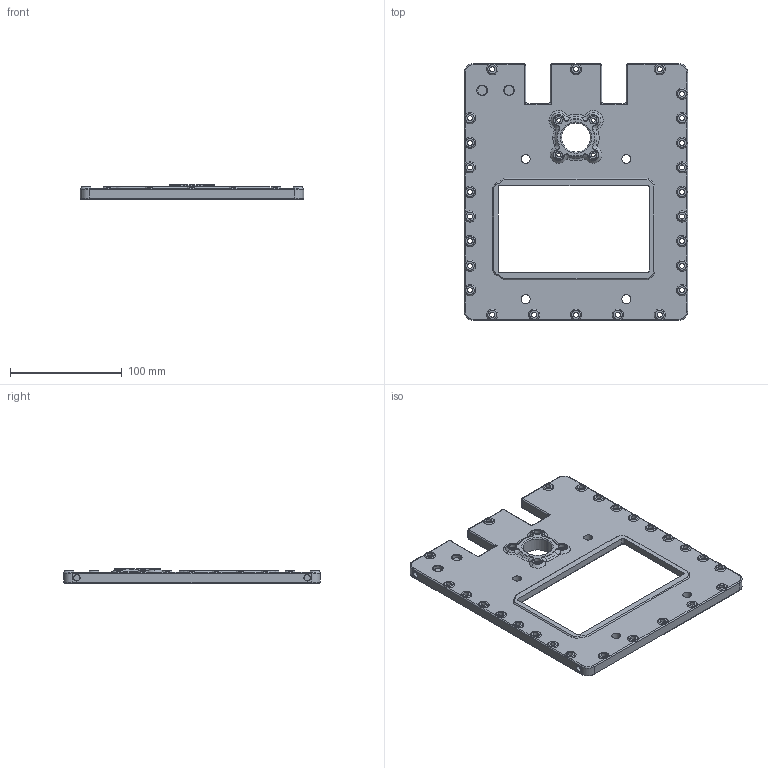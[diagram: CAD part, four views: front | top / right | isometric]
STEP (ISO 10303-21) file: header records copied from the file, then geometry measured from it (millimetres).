
FILE_DESCRIPTION (( 'STEP AP214' ), '1' );
FILE_NAME ('Top_plate.STEP', '2024-08-29T20:14:20', ( '' ), ( '' ), 'SwSTEP 2.0', 'SolidWorks 2024', '' );
FILE_SCHEMA (( 'AUTOMOTIVE_DESIGN' ));
Length unit declared in the file: millimetre
Products named in the file (1): Top_plate
Bounding box: 200 x 230 x 13 mm (x, y, z)
Volume: 322537.2 mm3; surface area: 85329 mm2
Topology: 1 solids, 1 shells, 435 faces, 1081 edges, 648 vertices
Faces by surface type: cylinder 184, cone 79, plane 72, bspline 59, torus 41
Entity records: 19826 total; most frequent: CARTESIAN_POINT 9790, ORIENTED_EDGE 2138, DIRECTION 2065, EDGE_CURVE 1069, AXIS2_PLACEMENT_3D 873, VERTEX_POINT 648, EDGE_LOOP 517, CIRCLE 496
